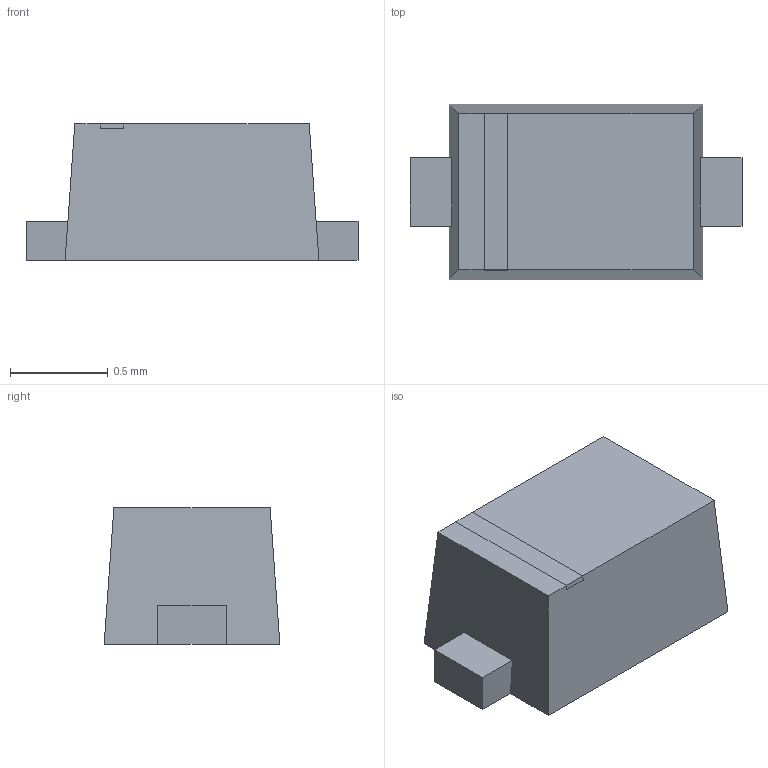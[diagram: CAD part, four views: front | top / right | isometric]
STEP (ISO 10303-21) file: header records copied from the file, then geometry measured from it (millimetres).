
FILE_DESCRIPTION(('FreeCAD Model'),'2;1');
FILE_NAME('Open CASCADE Shape Model','2025-11-11T16:36:40',(''),(''), 'Open CASCADE STEP processor 7.8','FreeCAD','Unknown');
FILE_SCHEMA(('AUTOMOTIVE_DESIGN { 1 0 10303 214 1 1 1 1 }'));
Length unit declared in the file: millimetre
Products named in the file (5): 4169B133-3F56-49EE-A8CC-498A5693B8C011; 4169B133-3F56-49EE-A8CC-498A5693B8C7; 4169B133-3F56-49EE-A8CC-498A5693B8C008; 4169B133-3F56-49EE-A8CC-498A5693B8C009; 4169B133-3F56-49EE-A8CC-498A5693B8C010
Assembly tree (4 placements, depth 2):
  4169B133-3F56-49EE-A8CC-498A5693B8C011
    4169B133-3F56-49EE-A8CC-498A5693B8C7
    4169B133-3F56-49EE-A8CC-498A5693B8C008
    4169B133-3F56-49EE-A8CC-498A5693B8C009
    4169B133-3F56-49EE-A8CC-498A5693B8C010
Bounding box: 1.7 x 0.9 x 0.7 mm (x, y, z)
Volume: 0.8 mm3; surface area: 6.7 mm2
Topology: 4 solids, 4 shells, 36 faces, 84 edges, 56 vertices
Faces by surface type: plane 36
Entity records: 1128 total; most frequent: CARTESIAN_POINT 181, ORIENTED_EDGE 168, DIRECTION 166, EDGE_CURVE 84, LINE 84, VECTOR 84, VERTEX_POINT 56, AXIS2_PLACEMENT_3D 41
